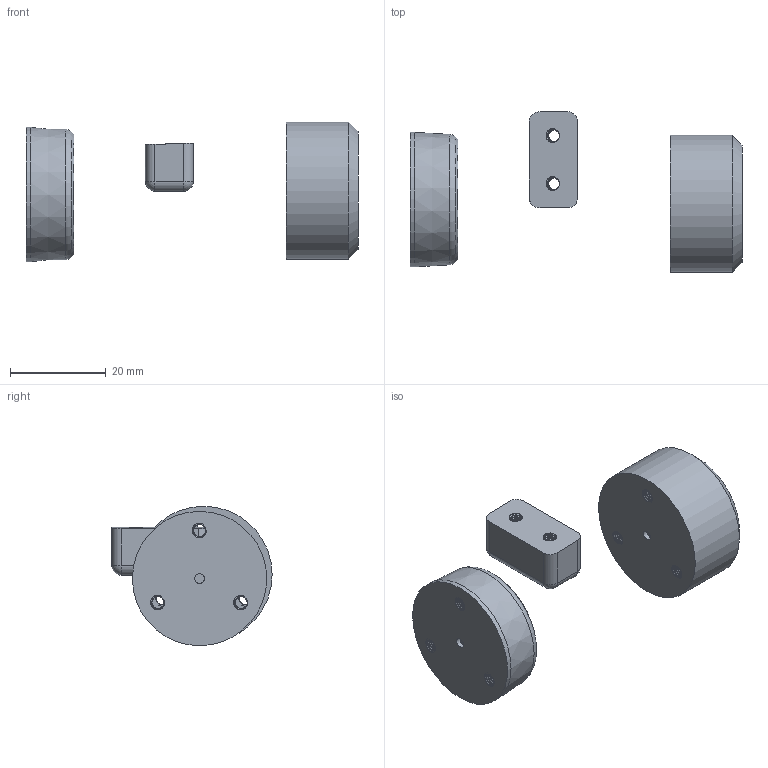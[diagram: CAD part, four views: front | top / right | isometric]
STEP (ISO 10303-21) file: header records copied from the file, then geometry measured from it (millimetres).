
FILE_DESCRIPTION(/* description */ (''),/* implementation_level */ '2;1');
FILE_NAME(/* name */ 'HalterUndFuss.step',/* time_stamp */ '2021-03-25T13:57:23+01:00',/* author */ (''),/* organization */ (''),/* preprocessor_version */ 'ST-DEVELOPER v18.1',/* originating_system */ 'Autodesk Translation Framework v9.10.0.1330',/* authorisation */ '');
FILE_SCHEMA (('AUTOMOTIVE_DESIGN { 1 0 10303 214 3 1 1 }'));
Length unit declared in the file: millimetre
Products named in the file (4): FilementContainer; Fuss; Halter Innen; Halter Deckel
Assembly tree (3 placements, depth 2):
  FilementContainer
    Fuss
    Halter Innen
    Halter Deckel
Bounding box: 69.19 x 33.4 x 29.06 mm (x, y, z)
Volume: 16628.9 mm3; surface area: 6684.7 mm2
Topology: 3 solids, 3 shells, 446 faces, 1300 edges, 862 vertices
Faces by surface type: cylinder 408, bspline 16, plane 14, sphere 4, cone 3, torus 1
Full cylindrical faces by diameter (mm): 2 x2, 2.529 x93, 3.086 x61, 28 x1, 28.5 x1
Entity records: 37045 total; most frequent: CARTESIAN_POINT 26734, ORIENTED_EDGE 2600, DIRECTION 1413, EDGE_CURVE 1300, VERTEX_POINT 862, B_SPLINE_CURVE_WITH_KNOTS 826, AXIS2_PLACEMENT_3D 502, EDGE_LOOP 464
